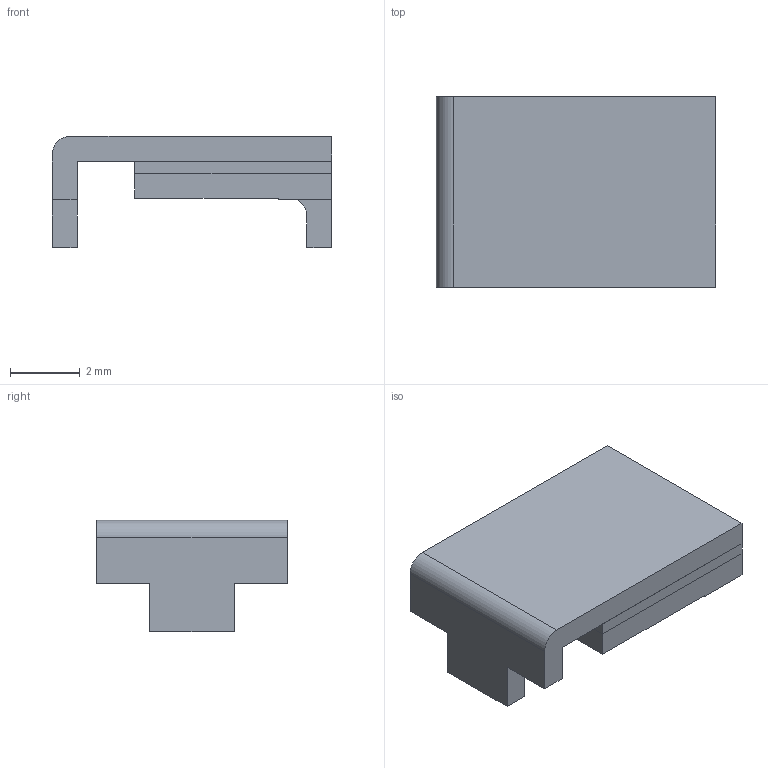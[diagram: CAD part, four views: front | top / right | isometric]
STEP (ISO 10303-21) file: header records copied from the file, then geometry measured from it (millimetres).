
FILE_DESCRIPTION((''),'2;1');
FILE_NAME('FUSR_BOURNS_MF-SM050.stp','2012-03-01T11:16:59',(''),(''),'Mechanical Desktop 2011','Mechanical Desktop 2011',', , ');
FILE_SCHEMA(('AUTOMOTIVE_DESIGN { 1 2 10303 214 1 1 1 1 }'));
Length unit declared in the file: millimetre
Products named in the file (1): Product
Bounding box: 7.98 x 5.44 x 3.18 mm (x, y, z)
Volume: 70.6 mm3; surface area: 280.8 mm2
Topology: 3 solids, 3 shells, 41 faces, 103 edges, 68 vertices
Faces by surface type: plane 38, cylinder 3
Entity records: 1257 total; most frequent: CARTESIAN_POINT 213, ORIENTED_EDGE 206, DIRECTION 193, EDGE_CURVE 103, VECTOR 97, LINE 97, VERTEX_POINT 68, AXIS2_PLACEMENT_3D 48
